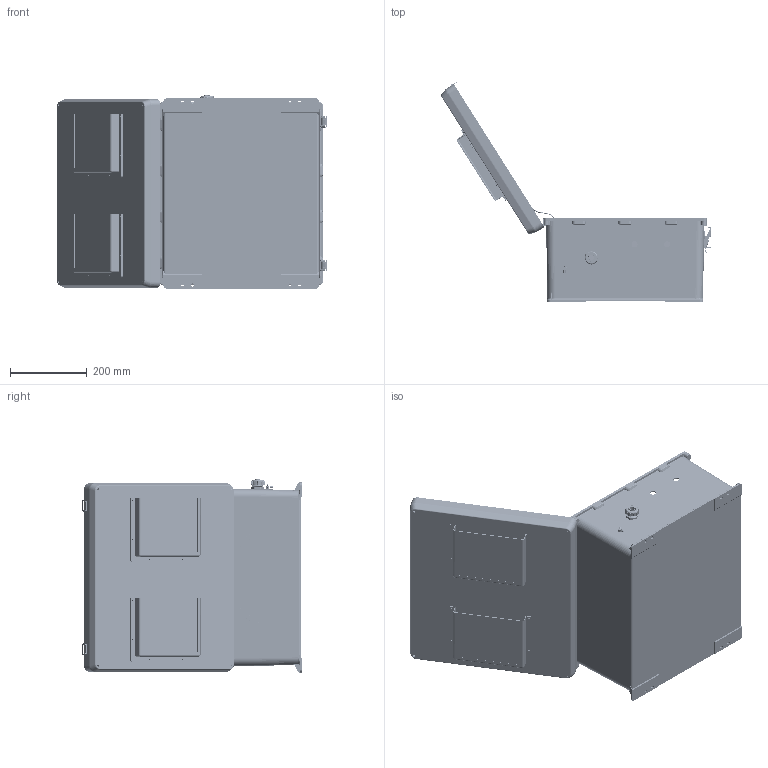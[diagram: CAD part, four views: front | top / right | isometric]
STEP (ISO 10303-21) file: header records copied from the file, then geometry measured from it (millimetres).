
FILE_DESCRIPTION (( 'STEP AP214' ), '1' );
FILE_NAME ('NB181608-40FS_3D.step', '2025-10-06T15:14:24', ( '' ), ( '' ), 'SwSTEP 2.0', 'SolidWorks 2025', '' );
FILE_SCHEMA (( 'AUTOMOTIVE_DESIGN' ));
Length unit declared in the file: inch
Products named in the file (27): XM220-01-UL; NB181608-40FS_3D; XF685-01; XCT-0011; NB181608-Box; Fan Screen-120x120 ALUM; NB181608-Lid-Vented; X-ASSY-HYP311; XCT-0010; XFW-0002; HYP289; XFN-0021; 10-32 NEMA PLATE SCREW; NB181608-DoorClasp-2; NB181608-DoorClasp-1; XFW-0004; NB181608-Hinge; XMH-0002; XFS-0017; XFS-0026; XC-0003; NEMA_18_GroundWire; XFN-0003; XF903-01; XCT-0005; FanWire-18-40F; XFN-0002
Assembly tree (55 placements, depth 2):
  NB181608-40FS_3D
    NB181608-Box
    NB181608-Hinge  x2
    NB181608-Lid-Vented
    NB181608-DoorClasp-1  x2
    NB181608-DoorClasp-2  x2
    XF685-01
    10-32 NEMA PLATE SCREW  x4
    XFS-0017  x6
    XCT-0011
    XCT-0010
    XFN-0003  x2
    XC-0003
    XCT-0005
    XFW-0002
    XFS-0026
    XM220-01-UL  x2
    XFN-0002  x8
    Fan Screen-120x120 ALUM  x2
    XMH-0002  x2
    FanWire-18-40F
    XF903-01  x4
    NEMA_18_GroundWire
    X-ASSY-HYP311
    XFW-0004  x2
    HYP289
    XFN-0021  x4
Bounding box: 703.32 x 571.16 x 502.84 mm (x, y, z)
Volume: 4026773.7 mm3; surface area: 2541136 mm2
Topology: 64 solids, 65 shells, 6674 faces, 17438 edges, 10941 vertices
Faces by surface type: cylinder 2811, plane 1914, cone 1325, torus 358, bspline 262, sphere 4
Entity records: 153617 total; most frequent: CARTESIAN_POINT 55340, ORIENTED_EDGE 20656, DIRECTION 19503, EDGE_CURVE 10328, AXIS2_PLACEMENT_3D 7245, VERTEX_POINT 6550, EDGE_LOOP 5040, LINE 5013
